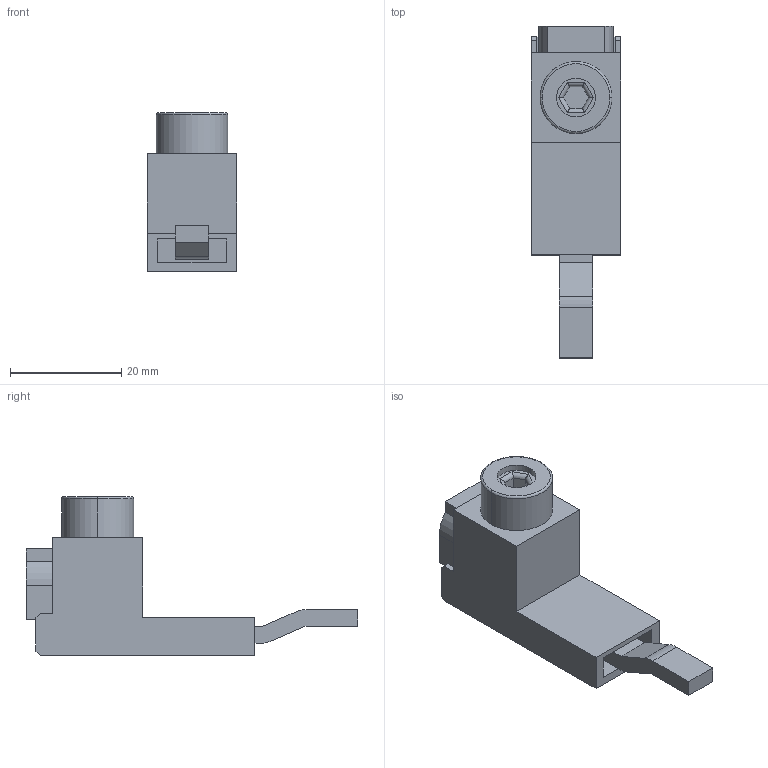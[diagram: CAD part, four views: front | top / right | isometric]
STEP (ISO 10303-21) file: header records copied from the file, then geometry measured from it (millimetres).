
FILE_DESCRIPTION (( 'STEP AP214' ), '1' );
FILE_NAME ('EPWR35MM-1.STEP', '2012-06-01T17:56:55', ( '.adc' ), ( '' ), 'SwSTEP 2.0', 'SolidWorks 2011', '' );
FILE_SCHEMA (( 'AUTOMOTIVE_DESIGN' ));
Length unit declared in the file: inch
Products named in the file (1): EPWR35MM-1
Bounding box: 16.13 x 59.72 x 28.57 mm (x, y, z)
Volume: 7632.9 mm3; surface area: 4851.7 mm2
Topology: 1 solids, 1 shells, 84 faces, 214 edges, 138 vertices
Faces by surface type: plane 62, cylinder 19, torus 2, cone 1
Entity records: 3042 total; most frequent: CARTESIAN_POINT 519, ORIENTED_EDGE 428, DIRECTION 401, EDGE_CURVE 214, VECTOR 173, LINE 173, VERTEX_POINT 138, AXIS2_PLACEMENT_3D 114
